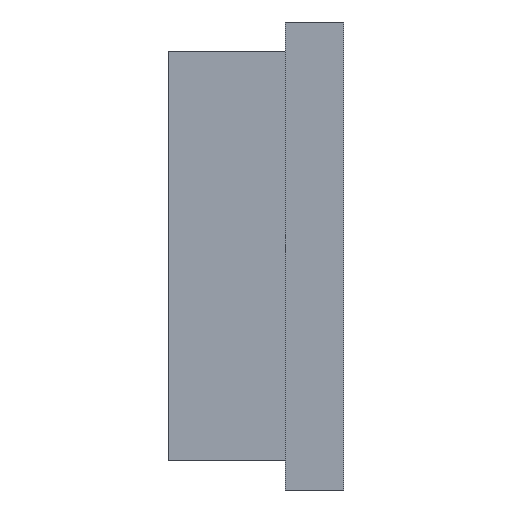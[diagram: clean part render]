
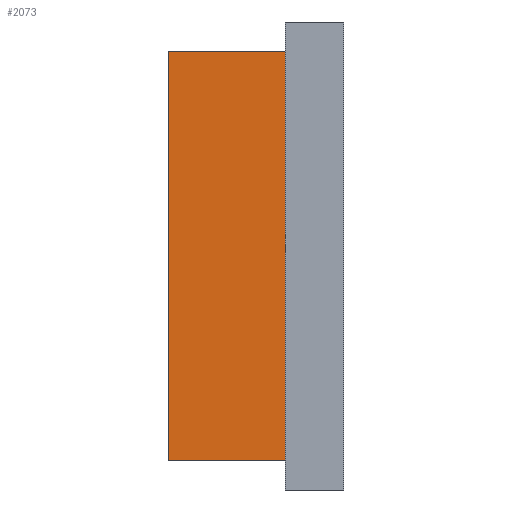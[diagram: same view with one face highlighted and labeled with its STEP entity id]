
A CAD part, left-side view. The second image highlights one B-rep face of the part: STEP entity #2073.
In plain terms, the highlighted planar face has unit normal (-1, 0, 0).
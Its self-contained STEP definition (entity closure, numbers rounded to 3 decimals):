
#41 = DIRECTION ( 'NONE',  ( 1., 0., 0. ) ) ;
#52 = CARTESIAN_POINT ( 'NONE',  ( -3., 1., 1.4 ) ) ;
#200 = DIRECTION ( 'NONE',  ( 0., -1., 0. ) ) ;
#204 = VERTEX_POINT ( 'NONE', #1553 ) ;
#266 = CARTESIAN_POINT ( 'NONE',  ( -3., 1., 1.4 ) ) ;
#289 = LINE ( 'NONE', #52, #2152 ) ;
#333 = CARTESIAN_POINT ( 'NONE',  ( -3., 1., -1.4 ) ) ;
#561 = VERTEX_POINT ( 'NONE', #2585 ) ;
#562 = EDGE_CURVE ( 'NONE', #2433, #204, #1989, .T. ) ;
#691 = LINE ( 'NONE', #2483, #1234 ) ;
#710 = VECTOR ( 'NONE', #1667, 1000. ) ;
#840 = CARTESIAN_POINT ( 'NONE',  ( -3., 1., 1.4 ) ) ;
#849 = EDGE_CURVE ( 'NONE', #204, #561, #691, .T. ) ;
#999 = AXIS2_PLACEMENT_3D ( 'NONE', #266, #41, #1606 ) ;
#1052 = ORIENTED_EDGE ( 'NONE', *, *, #1289, .F. ) ;
#1193 = VECTOR ( 'NONE', #200, 1000. ) ;
#1234 = VECTOR ( 'NONE', #1782, 1000. ) ;
#1277 = ORIENTED_EDGE ( 'NONE', *, *, #562, .F. ) ;
#1289 = EDGE_CURVE ( 'NONE', #1417, #2433, #289, .T. ) ;
#1292 = FACE_OUTER_BOUND ( 'NONE', #2617, .T. ) ;
#1407 = DIRECTION ( 'NONE',  ( 0., 0., 1. ) ) ;
#1417 = VERTEX_POINT ( 'NONE', #2311 ) ;
#1553 = CARTESIAN_POINT ( 'NONE',  ( -3., 0.2, 1.4 ) ) ;
#1606 = DIRECTION ( 'NONE',  ( 0., 0., -1. ) ) ;
#1636 = ORIENTED_EDGE ( 'NONE', *, *, #849, .F. ) ;
#1667 = DIRECTION ( 'NONE',  ( 0., -1., 0. ) ) ;
#1782 = DIRECTION ( 'NONE',  ( 0., 0., -1. ) ) ;
#1843 = ORIENTED_EDGE ( 'NONE', *, *, #2610, .T. ) ;
#1923 = PLANE ( 'NONE',  #999 ) ;
#1959 = CARTESIAN_POINT ( 'NONE',  ( -3., 1., 1.4 ) ) ;
#1989 = LINE ( 'NONE', #840, #1193 ) ;
#2073 = ADVANCED_FACE ( 'NONE', ( #1292 ), #1923, .F. ) ;
#2152 = VECTOR ( 'NONE', #1407, 1000. ) ;
#2311 = CARTESIAN_POINT ( 'NONE',  ( -3., 1., -1.4 ) ) ;
#2433 = VERTEX_POINT ( 'NONE', #1959 ) ;
#2483 = CARTESIAN_POINT ( 'NONE',  ( -3., 0.2, 1.4 ) ) ;
#2585 = CARTESIAN_POINT ( 'NONE',  ( -3., 0.2, -1.4 ) ) ;
#2610 = EDGE_CURVE ( 'NONE', #1417, #561, #2733, .T. ) ;
#2617 = EDGE_LOOP ( 'NONE', ( #1636, #1277, #1052, #1843 ) ) ;
#2733 = LINE ( 'NONE', #333, #710 ) ;
